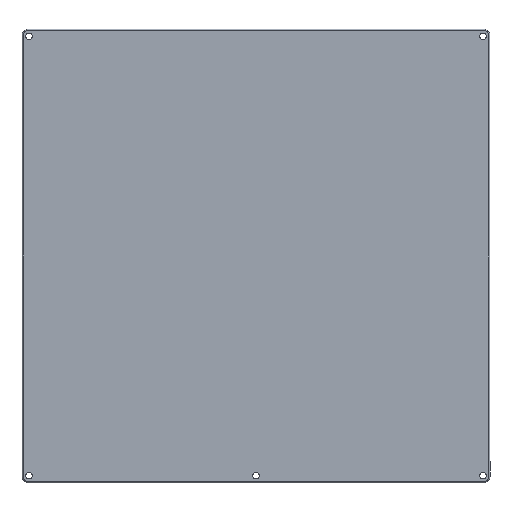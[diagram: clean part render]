
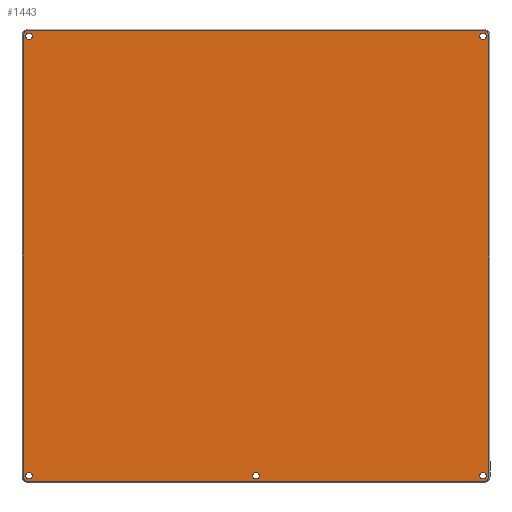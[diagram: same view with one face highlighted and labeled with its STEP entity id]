
A CAD part, front view. The second image highlights one B-rep face of the part: STEP entity #1443.
In plain terms, the highlighted planar face has unit normal (0, -1, 0).
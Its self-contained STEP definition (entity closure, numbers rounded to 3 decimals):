
#15=FACE_BOUND('',#240,.T.);
#16=FACE_BOUND('',#241,.T.);
#17=FACE_BOUND('',#242,.T.);
#18=FACE_BOUND('',#243,.T.);
#19=FACE_BOUND('',#244,.T.);
#51=CIRCLE('',#1535,2.5);
#53=CIRCLE('',#1539,2.5);
#55=CIRCLE('',#1543,2.5);
#57=CIRCLE('',#1547,2.5);
#60=CIRCLE('',#1555,1.5);
#61=CIRCLE('',#1556,1.5);
#62=CIRCLE('',#1557,1.5);
#63=CIRCLE('',#1558,1.5);
#64=CIRCLE('',#1559,1.5);
#152=FACE_OUTER_BOUND('',#239,.T.);
#239=EDGE_LOOP('',(#1015,#1016,#1017,#1018,#1019,#1020,#1021,#1022));
#240=EDGE_LOOP('',(#1023));
#241=EDGE_LOOP('',(#1024));
#242=EDGE_LOOP('',(#1025));
#243=EDGE_LOOP('',(#1026));
#244=EDGE_LOOP('',(#1027));
#325=LINE('',#2156,#470);
#330=LINE('',#2170,#475);
#334=LINE('',#2182,#479);
#338=LINE('',#2194,#483);
#470=VECTOR('',#1694,10.);
#475=VECTOR('',#1707,10.);
#479=VECTOR('',#1719,10.);
#483=VECTOR('',#1731,10.);
#615=VERTEX_POINT('',#2153);
#616=VERTEX_POINT('',#2155);
#619=VERTEX_POINT('',#2163);
#621=VERTEX_POINT('',#2168);
#623=VERTEX_POINT('',#2175);
#625=VERTEX_POINT('',#2180);
#627=VERTEX_POINT('',#2187);
#629=VERTEX_POINT('',#2192);
#643=VERTEX_POINT('',#2234);
#644=VERTEX_POINT('',#2236);
#645=VERTEX_POINT('',#2238);
#646=VERTEX_POINT('',#2240);
#647=VERTEX_POINT('',#2242);
#745=EDGE_CURVE('',#615,#616,#325,.T.);
#750=EDGE_CURVE('',#619,#615,#51,.T.);
#752=EDGE_CURVE('',#621,#619,#330,.T.);
#756=EDGE_CURVE('',#623,#621,#53,.T.);
#758=EDGE_CURVE('',#625,#623,#334,.T.);
#762=EDGE_CURVE('',#627,#625,#55,.T.);
#764=EDGE_CURVE('',#629,#627,#338,.T.);
#767=EDGE_CURVE('',#616,#629,#57,.T.);
#785=EDGE_CURVE('',#643,#643,#60,.T.);
#786=EDGE_CURVE('',#644,#644,#61,.T.);
#787=EDGE_CURVE('',#645,#645,#62,.T.);
#788=EDGE_CURVE('',#646,#646,#63,.T.);
#789=EDGE_CURVE('',#647,#647,#64,.T.);
#1015=ORIENTED_EDGE('',*,*,#745,.F.);
#1016=ORIENTED_EDGE('',*,*,#750,.F.);
#1017=ORIENTED_EDGE('',*,*,#752,.F.);
#1018=ORIENTED_EDGE('',*,*,#756,.F.);
#1019=ORIENTED_EDGE('',*,*,#758,.F.);
#1020=ORIENTED_EDGE('',*,*,#762,.F.);
#1021=ORIENTED_EDGE('',*,*,#764,.F.);
#1022=ORIENTED_EDGE('',*,*,#767,.F.);
#1023=ORIENTED_EDGE('',*,*,#785,.F.);
#1024=ORIENTED_EDGE('',*,*,#786,.F.);
#1025=ORIENTED_EDGE('',*,*,#787,.F.);
#1026=ORIENTED_EDGE('',*,*,#788,.F.);
#1027=ORIENTED_EDGE('',*,*,#789,.F.);
#1395=PLANE('',#1554);
#1443=ADVANCED_FACE('',(#152,#15,#16,#17,#18,#19),#1395,.F.);
#1535=AXIS2_PLACEMENT_3D('',#2165,#1702,#1703);
#1539=AXIS2_PLACEMENT_3D('',#2177,#1714,#1715);
#1543=AXIS2_PLACEMENT_3D('',#2189,#1726,#1727);
#1547=AXIS2_PLACEMENT_3D('',#2198,#1737,#1738);
#1554=AXIS2_PLACEMENT_3D('',#2233,#1766,#1767);
#1555=AXIS2_PLACEMENT_3D('',#2235,#1768,#1769);
#1556=AXIS2_PLACEMENT_3D('',#2237,#1770,#1771);
#1557=AXIS2_PLACEMENT_3D('',#2239,#1772,#1773);
#1558=AXIS2_PLACEMENT_3D('',#2241,#1774,#1775);
#1559=AXIS2_PLACEMENT_3D('',#2243,#1776,#1777);
#1694=DIRECTION('',(0.,0.,-1.));
#1702=DIRECTION('center_axis',(0.,1.,0.));
#1703=DIRECTION('ref_axis',(0.707,0.,0.707));
#1707=DIRECTION('',(1.,0.,0.));
#1714=DIRECTION('center_axis',(0.,1.,0.));
#1715=DIRECTION('ref_axis',(-0.707,0.,0.707));
#1719=DIRECTION('',(0.,0.,1.));
#1726=DIRECTION('center_axis',(0.,1.,0.));
#1727=DIRECTION('ref_axis',(-0.707,0.,-0.707));
#1731=DIRECTION('',(-1.,0.,0.));
#1737=DIRECTION('center_axis',(0.,1.,0.));
#1738=DIRECTION('ref_axis',(0.707,0.,-0.707));
#1766=DIRECTION('center_axis',(0.,1.,0.));
#1767=DIRECTION('ref_axis',(1.,0.,0.));
#1768=DIRECTION('center_axis',(0.,-1.,0.));
#1769=DIRECTION('ref_axis',(1.,0.,0.));
#1770=DIRECTION('center_axis',(0.,-1.,0.));
#1771=DIRECTION('ref_axis',(1.,0.,0.));
#1772=DIRECTION('center_axis',(0.,-1.,0.));
#1773=DIRECTION('ref_axis',(1.,0.,0.));
#1774=DIRECTION('center_axis',(0.,-1.,0.));
#1775=DIRECTION('ref_axis',(1.,0.,0.));
#1776=DIRECTION('center_axis',(0.,-1.,0.));
#1777=DIRECTION('ref_axis',(1.,0.,0.));
#2153=CARTESIAN_POINT('',(108.5,0.,99.5));
#2155=CARTESIAN_POINT('',(108.5,0.,-105.75));
#2156=CARTESIAN_POINT('',(108.5,0.,49.687));
#2163=CARTESIAN_POINT('',(106.,0.,102.));
#2165=CARTESIAN_POINT('Origin',(106.,0.,99.5));
#2168=CARTESIAN_POINT('',(-106.,0.,102.));
#2170=CARTESIAN_POINT('',(-54.5,0.,102.));
#2175=CARTESIAN_POINT('',(-108.5,0.,99.5));
#2177=CARTESIAN_POINT('Origin',(-106.,0.,99.5));
#2180=CARTESIAN_POINT('',(-108.5,0.,-105.75));
#2182=CARTESIAN_POINT('',(-108.5,0.,-55.938));
#2187=CARTESIAN_POINT('',(-106.,0.,-108.25));
#2189=CARTESIAN_POINT('Origin',(-106.,0.,-105.75));
#2192=CARTESIAN_POINT('',(106.,0.,-108.25));
#2194=CARTESIAN_POINT('',(54.5,0.,-108.25));
#2198=CARTESIAN_POINT('Origin',(106.,0.,-105.75));
#2233=CARTESIAN_POINT('Origin',(0.,0.,-3.125));
#2234=CARTESIAN_POINT('',(104.25,0.,-105.5));
#2235=CARTESIAN_POINT('Origin',(105.75,0.,-105.5));
#2236=CARTESIAN_POINT('',(-1.5,0.,-105.5));
#2237=CARTESIAN_POINT('Origin',(0.,0.,-105.5));
#2238=CARTESIAN_POINT('',(-107.25,0.,-105.5));
#2239=CARTESIAN_POINT('Origin',(-105.75,0.,-105.5));
#2240=CARTESIAN_POINT('',(104.25,0.,99.25));
#2241=CARTESIAN_POINT('Origin',(105.75,0.,99.25));
#2242=CARTESIAN_POINT('',(-107.25,0.,99.25));
#2243=CARTESIAN_POINT('Origin',(-105.75,0.,99.25));
